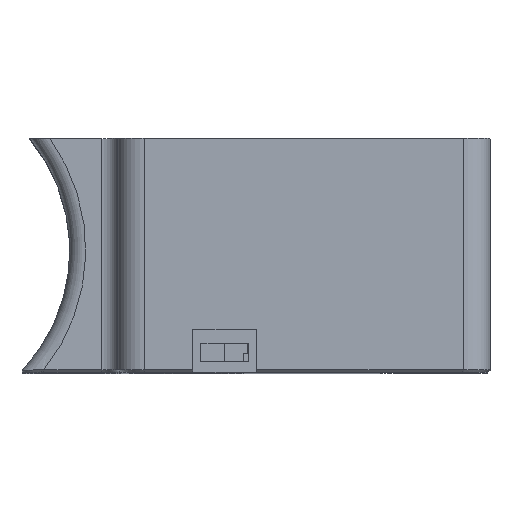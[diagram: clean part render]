
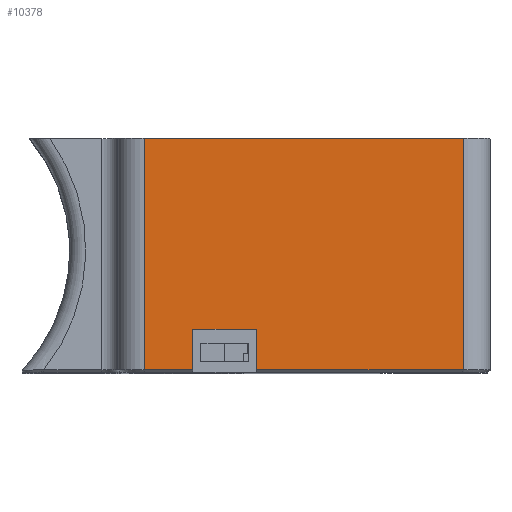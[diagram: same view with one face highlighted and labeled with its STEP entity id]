
A CAD part, top view. The second image highlights one B-rep face of the part: STEP entity #10378.
In plain terms, the highlighted planar face has unit normal (0, 0, 1).
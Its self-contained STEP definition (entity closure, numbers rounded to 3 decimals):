
#792=FACE_OUTER_BOUND('',#1373,.T.);
#1373=EDGE_LOOP('',(#8489,#8490,#8491,#8492,#8493,#8494,#8495,#8496));
#2195=LINE('',#15598,#3422);
#2308=LINE('',#15836,#3535);
#2309=LINE('',#15839,#3536);
#2446=LINE('',#16319,#3673);
#2574=LINE('',#16657,#3801);
#2575=LINE('',#16659,#3802);
#2576=LINE('',#16661,#3803);
#2577=LINE('',#16662,#3804);
#3422=VECTOR('',#12596,10.);
#3535=VECTOR('',#12775,10.);
#3536=VECTOR('',#12778,10.);
#3673=VECTOR('',#13005,10.);
#3801=VECTOR('',#13299,10.);
#3802=VECTOR('',#13302,10.);
#3803=VECTOR('',#13303,10.);
#3804=VECTOR('',#13304,10.);
#4546=VERTEX_POINT('',#15595);
#4547=VERTEX_POINT('',#15597);
#4639=VERTEX_POINT('',#15834);
#4640=VERTEX_POINT('',#15838);
#4777=VERTEX_POINT('',#16233);
#4801=VERTEX_POINT('',#16317);
#4864=VERTEX_POINT('',#16545);
#4883=VERTEX_POINT('',#16660);
#5732=EDGE_CURVE('',#4547,#4546,#2195,.T.);
#5853=EDGE_CURVE('',#4546,#4639,#2308,.T.);
#5854=EDGE_CURVE('',#4640,#4547,#2309,.T.);
#6032=EDGE_CURVE('',#4801,#4777,#2446,.T.);
#6182=EDGE_CURVE('',#4777,#4864,#2574,.T.);
#6183=EDGE_CURVE('',#4864,#4639,#2575,.T.);
#6184=EDGE_CURVE('',#4883,#4801,#2576,.T.);
#6185=EDGE_CURVE('',#4640,#4883,#2577,.T.);
#8489=ORIENTED_EDGE('',*,*,#6183,.F.);
#8490=ORIENTED_EDGE('',*,*,#6182,.F.);
#8491=ORIENTED_EDGE('',*,*,#6032,.F.);
#8492=ORIENTED_EDGE('',*,*,#6184,.F.);
#8493=ORIENTED_EDGE('',*,*,#6185,.F.);
#8494=ORIENTED_EDGE('',*,*,#5854,.T.);
#8495=ORIENTED_EDGE('',*,*,#5732,.T.);
#8496=ORIENTED_EDGE('',*,*,#5853,.T.);
#9930=PLANE('',#11087);
#10378=ADVANCED_FACE('',(#792),#9930,.T.);
#11087=AXIS2_PLACEMENT_3D('',#16658,#13300,#13301);
#12596=DIRECTION('',(1.,0.,0.));
#12775=DIRECTION('',(0.,-1.,0.));
#12778=DIRECTION('',(0.,1.,0.));
#13005=DIRECTION('',(1.,0.,0.));
#13299=DIRECTION('',(0.,-1.,0.));
#13300=DIRECTION('center_axis',(0.,0.,1.));
#13301=DIRECTION('ref_axis',(-1.,0.,0.));
#13302=DIRECTION('',(-1.,0.,0.));
#13303=DIRECTION('',(0.,1.,0.));
#13304=DIRECTION('',(-1.,0.,0.));
#15595=CARTESIAN_POINT('',(26.104,6.147,127.5));
#15597=CARTESIAN_POINT('',(14.104,6.147,127.5));
#15598=CARTESIAN_POINT('',(28.302,6.147,127.5));
#15834=CARTESIAN_POINT('',(26.104,-1.5,127.5));
#15836=CARTESIAN_POINT('',(26.104,3.073,127.5));
#15838=CARTESIAN_POINT('',(14.104,-1.5,127.5));
#15839=CARTESIAN_POINT('',(14.104,-1.027,127.5));
#16233=CARTESIAN_POINT('',(65.,42.,127.5));
#16317=CARTESIAN_POINT('',(5.,42.,127.5));
#16319=CARTESIAN_POINT('',(42.5,42.,127.5));
#16545=CARTESIAN_POINT('',(65.,-1.5,127.5));
#16657=CARTESIAN_POINT('',(65.,0.,127.5));
#16658=CARTESIAN_POINT('Origin',(42.5,0.,127.5));
#16659=CARTESIAN_POINT('',(38.75,-1.5,127.5));
#16660=CARTESIAN_POINT('',(5.,-1.5,127.5));
#16661=CARTESIAN_POINT('',(5.,0.,127.5));
#16662=CARTESIAN_POINT('',(38.75,-1.5,127.5));
